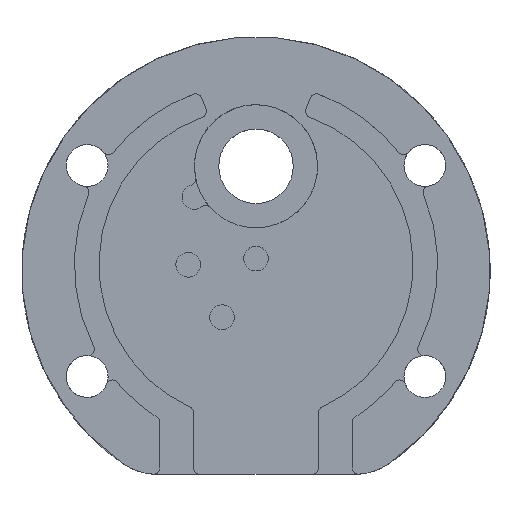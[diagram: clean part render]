
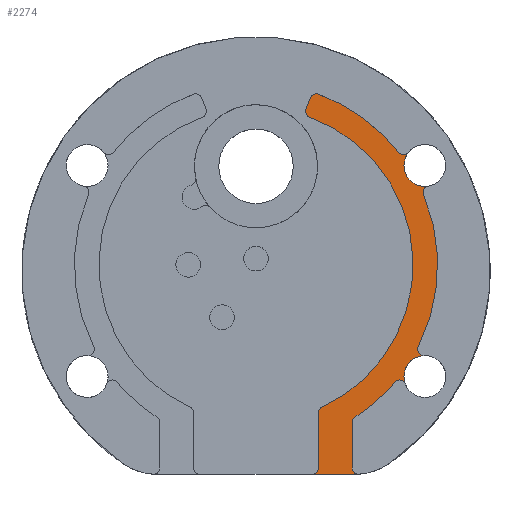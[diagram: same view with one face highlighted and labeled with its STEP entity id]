
A CAD part, top view. The second image highlights one B-rep face of the part: STEP entity #2274.
In plain terms, the highlighted planar face has unit normal (0, 0, 1).
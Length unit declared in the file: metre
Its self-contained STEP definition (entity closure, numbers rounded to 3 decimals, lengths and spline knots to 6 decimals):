
#104=PLANE('',#2523);
#189=LINE('',#3771,#326);
#195=LINE('',#3833,#332);
#200=LINE('',#3845,#337);
#203=LINE('',#3851,#340);
#326=VECTOR('',#2941,1.);
#332=VECTOR('',#3015,1.);
#337=VECTOR('',#3026,1.);
#340=VECTOR('',#3031,1.);
#615=ORIENTED_EDGE('',*,*,#1284,.T.);
#616=ORIENTED_EDGE('',*,*,#1289,.T.);
#617=ORIENTED_EDGE('',*,*,#1280,.T.);
#618=ORIENTED_EDGE('',*,*,#1290,.T.);
#619=ORIENTED_EDGE('',*,*,#1278,.T.);
#620=ORIENTED_EDGE('',*,*,#1291,.T.);
#621=ORIENTED_EDGE('',*,*,#1252,.F.);
#622=ORIENTED_EDGE('',*,*,#1292,.F.);
#623=ORIENTED_EDGE('',*,*,#1293,.T.);
#624=ORIENTED_EDGE('',*,*,#1287,.F.);
#625=ORIENTED_EDGE('',*,*,#1294,.T.);
#626=ORIENTED_EDGE('',*,*,#1117,.F.);
#627=ORIENTED_EDGE('',*,*,#1295,.T.);
#628=ORIENTED_EDGE('',*,*,#1296,.F.);
#629=ORIENTED_EDGE('',*,*,#1297,.T.);
#630=ORIENTED_EDGE('',*,*,#1111,.F.);
#631=ORIENTED_EDGE('',*,*,#1298,.T.);
#632=ORIENTED_EDGE('',*,*,#1299,.F.);
#633=ORIENTED_EDGE('',*,*,#1300,.T.);
#634=ORIENTED_EDGE('',*,*,#1145,.F.);
#635=ORIENTED_EDGE('',*,*,#1301,.T.);
#1111=EDGE_CURVE('',#1463,#1464,#1691,.T.);
#1117=EDGE_CURVE('',#1469,#1470,#1694,.T.);
#1145=EDGE_CURVE('',#1497,#1498,#1707,.T.);
#1252=EDGE_CURVE('',#1591,#1592,#189,.T.);
#1278=EDGE_CURVE('',#1614,#1613,#195,.T.);
#1280=EDGE_CURVE('',#1615,#1616,#1788,.T.);
#1284=EDGE_CURVE('',#1618,#1617,#200,.T.);
#1287=EDGE_CURVE('',#1619,#1620,#203,.T.);
#1289=EDGE_CURVE('',#1617,#1615,#1789,.F.);
#1290=EDGE_CURVE('',#1616,#1614,#1790,.F.);
#1291=EDGE_CURVE('',#1613,#1592,#1791,.T.);
#1292=EDGE_CURVE('',#1621,#1591,#1792,.T.);
#1293=EDGE_CURVE('',#1621,#1620,#1793,.T.);
#1294=EDGE_CURVE('',#1619,#1470,#1794,.T.);
#1295=EDGE_CURVE('',#1469,#1622,#1795,.T.);
#1296=EDGE_CURVE('',#1623,#1622,#1796,.F.);
#1297=EDGE_CURVE('',#1623,#1464,#1797,.T.);
#1298=EDGE_CURVE('',#1463,#1624,#1798,.T.);
#1299=EDGE_CURVE('',#1625,#1624,#1799,.F.);
#1300=EDGE_CURVE('',#1625,#1498,#1800,.T.);
#1301=EDGE_CURVE('',#1497,#1618,#1801,.F.);
#1463=VERTEX_POINT('',#3457);
#1464=VERTEX_POINT('',#3458);
#1469=VERTEX_POINT('',#3469);
#1470=VERTEX_POINT('',#3471);
#1497=VERTEX_POINT('',#3531);
#1498=VERTEX_POINT('',#3532);
#1591=VERTEX_POINT('',#3770);
#1592=VERTEX_POINT('',#3772);
#1613=VERTEX_POINT('',#3832);
#1614=VERTEX_POINT('',#3834);
#1615=VERTEX_POINT('',#3838);
#1616=VERTEX_POINT('',#3839);
#1617=VERTEX_POINT('',#3844);
#1618=VERTEX_POINT('',#3846);
#1619=VERTEX_POINT('',#3850);
#1620=VERTEX_POINT('',#3852);
#1621=VERTEX_POINT('',#3859);
#1622=VERTEX_POINT('',#3863);
#1623=VERTEX_POINT('',#3865);
#1624=VERTEX_POINT('',#3868);
#1625=VERTEX_POINT('',#3870);
#1691=CIRCLE('',#2395,0.01475);
#1694=CIRCLE('',#2399,0.01475);
#1707=CIRCLE('',#2417,0.01475);
#1788=CIRCLE('',#2520,0.01275);
#1789=CIRCLE('',#2524,0.0005);
#1790=CIRCLE('',#2525,0.0005);
#1791=CIRCLE('',#2526,0.0005);
#1792=CIRCLE('',#2527,0.005);
#1793=CIRCLE('',#2528,0.0005);
#1794=CIRCLE('',#2529,0.0005);
#1795=CIRCLE('',#2530,0.0005);
#1796=CIRCLE('',#2531,0.0017);
#1797=CIRCLE('',#2532,0.0005);
#1798=CIRCLE('',#2533,0.0005);
#1799=CIRCLE('',#2534,0.0017);
#1800=CIRCLE('',#2535,0.0005);
#1801=CIRCLE('',#2536,0.0005);
#1918=EDGE_LOOP('',(#615,#616,#617,#618,#619,#620,#621,#622,#623,#624,#625,
#626,#627,#628,#629,#630,#631,#632,#633,#634,#635));
#2078=FACE_BOUND('',#1918,.T.);
#2274=ADVANCED_FACE('',(#2078),#104,.F.);
#2395=AXIS2_PLACEMENT_3D('',#3456,#2705,#2706);
#2399=AXIS2_PLACEMENT_3D('',#3470,#2716,#2717);
#2417=AXIS2_PLACEMENT_3D('',#3530,#2767,#2768);
#2520=AXIS2_PLACEMENT_3D('',#3837,#3019,#3020);
#2523=AXIS2_PLACEMENT_3D('',#3854,#3033,#3034);
#2524=AXIS2_PLACEMENT_3D('',#3855,#3035,#3036);
#2525=AXIS2_PLACEMENT_3D('',#3856,#3037,#3038);
#2526=AXIS2_PLACEMENT_3D('',#3857,#3039,#3040);
#2527=AXIS2_PLACEMENT_3D('',#3858,#3041,#3042);
#2528=AXIS2_PLACEMENT_3D('',#3860,#3043,#3044);
#2529=AXIS2_PLACEMENT_3D('',#3861,#3045,#3046);
#2530=AXIS2_PLACEMENT_3D('',#3862,#3047,#3048);
#2531=AXIS2_PLACEMENT_3D('',#3864,#3049,#3050);
#2532=AXIS2_PLACEMENT_3D('',#3866,#3051,#3052);
#2533=AXIS2_PLACEMENT_3D('',#3867,#3053,#3054);
#2534=AXIS2_PLACEMENT_3D('',#3869,#3055,#3056);
#2535=AXIS2_PLACEMENT_3D('',#3871,#3057,#3058);
#2536=AXIS2_PLACEMENT_3D('',#3872,#3059,#3060);
#2705=DIRECTION('',(0.,0.,-1.));
#2706=DIRECTION('',(-1.,0.,0.));
#2716=DIRECTION('',(0.,0.,-1.));
#2717=DIRECTION('',(-1.,0.,0.));
#2767=DIRECTION('',(0.,0.,-1.));
#2768=DIRECTION('',(-1.,0.,0.));
#2941=DIRECTION('',(-1.,0.,0.));
#3015=DIRECTION('',(0.,-1.,0.));
#3019=DIRECTION('',(0.,0.,-1.));
#3020=DIRECTION('',(-1.,0.,0.));
#3026=DIRECTION('',(-0.376,-0.926,0.));
#3031=DIRECTION('',(0.,-1.,0.));
#3033=DIRECTION('',(0.,0.,-1.));
#3034=DIRECTION('',(1.,0.,0.));
#3035=DIRECTION('',(0.,0.,-1.));
#3036=DIRECTION('',(-1.,0.,0.));
#3037=DIRECTION('',(0.,0.,-1.));
#3038=DIRECTION('',(-1.,0.,0.));
#3039=DIRECTION('',(0.,0.,-1.));
#3040=DIRECTION('',(-1.,0.,0.));
#3041=DIRECTION('',(0.,0.,-1.));
#3042=DIRECTION('',(-1.,0.,0.));
#3043=DIRECTION('',(0.,0.,-1.));
#3044=DIRECTION('',(-1.,0.,0.));
#3045=DIRECTION('',(0.,0.,-1.));
#3046=DIRECTION('',(-1.,0.,0.));
#3047=DIRECTION('',(0.,0.,-1.));
#3048=DIRECTION('',(-1.,0.,0.));
#3049=DIRECTION('',(0.,0.,-1.));
#3050=DIRECTION('',(-1.,0.,0.));
#3051=DIRECTION('',(0.,0.,-1.));
#3052=DIRECTION('',(-1.,0.,0.));
#3053=DIRECTION('',(0.,0.,-1.));
#3054=DIRECTION('',(-1.,0.,0.));
#3055=DIRECTION('',(0.,0.,-1.));
#3056=DIRECTION('',(-1.,0.,0.));
#3057=DIRECTION('',(0.,0.,-1.));
#3058=DIRECTION('',(-1.,0.,0.));
#3059=DIRECTION('',(0.,0.,-1.));
#3060=DIRECTION('',(-1.,0.,0.));
#3456=CARTESIAN_POINT('',(0.,0.,-0.001));
#3457=CARTESIAN_POINT('',(0.013604,0.0057,-0.001));
#3458=CARTESIAN_POINT('',(0.013171,-0.00664,-0.001));
#3469=CARTESIAN_POINT('',(0.011265,-0.009521,-0.001));
#3470=CARTESIAN_POINT('',(0.,0.,-0.001));
#3471=CARTESIAN_POINT('',(0.008028,-0.012374,-0.001));
#3530=CARTESIAN_POINT('',(0.,0.,-0.001));
#3531=CARTESIAN_POINT('',(0.005069,0.013852,-0.001));
#3532=CARTESIAN_POINT('',(0.01159,0.009124,-0.001));
#3770=CARTESIAN_POINT('',(0.007984,-0.017,-0.001));
#3771=CARTESIAN_POINT('',(0.,-0.017,-0.001));
#3772=CARTESIAN_POINT('',(0.00455,-0.017,-0.001));
#3832=CARTESIAN_POINT('',(0.00505,-0.0165,-0.001));
#3833=CARTESIAN_POINT('',(0.00505,-0.012783,-0.001));
#3834=CARTESIAN_POINT('',(0.00505,-0.012032,-0.001));
#3837=CARTESIAN_POINT('',(0.,0.,-0.001));
#3838=CARTESIAN_POINT('',(0.00435,0.011985,-0.001));
#3839=CARTESIAN_POINT('',(0.005341,-0.011578,-0.001));
#3844=CARTESIAN_POINT('',(0.004058,0.012643,-0.001));
#3845=CARTESIAN_POINT('',(0.004236,0.013081,-0.001));
#3846=CARTESIAN_POINT('',(0.004434,0.01357,-0.001));
#3850=CARTESIAN_POINT('',(0.0078,-0.012793,-0.001));
#3851=CARTESIAN_POINT('',(0.0078,-0.014759,-0.001));
#3852=CARTESIAN_POINT('',(0.0078,-0.016489,-0.001));
#3854=CARTESIAN_POINT('',(0.,-0.0005,-0.001));
#3855=CARTESIAN_POINT('',(0.004521,0.012455,-0.001));
#3856=CARTESIAN_POINT('',(0.00555,-0.012032,-0.001));
#3857=CARTESIAN_POINT('',(0.00455,-0.0165,-0.001));
#3858=CARTESIAN_POINT('',(0.007984,-0.012,-0.001));
#3859=CARTESIAN_POINT('',(0.008335,-0.016988,-0.001));
#3860=CARTESIAN_POINT('',(0.0083,-0.016489,-0.001));
#3861=CARTESIAN_POINT('',(0.0083,-0.012793,-0.001));
#3862=CARTESIAN_POINT('',(0.011647,-0.009844,-0.001));
#3863=CARTESIAN_POINT('',(0.012115,-0.009667,-0.001));
#3864=CARTESIAN_POINT('',(0.013704,-0.009063,-0.001));
#3865=CARTESIAN_POINT('',(0.013637,-0.007364,-0.001));
#3866=CARTESIAN_POINT('',(0.013618,-0.006865,-0.001));
#3867=CARTESIAN_POINT('',(0.014065,0.005893,-0.001));
#3868=CARTESIAN_POINT('',(0.013983,0.006386,-0.001));
#3869=CARTESIAN_POINT('',(0.013704,0.008063,-0.001));
#3870=CARTESIAN_POINT('',(0.012374,0.009122,-0.001));
#3871=CARTESIAN_POINT('',(0.011982,0.009433,-0.001));
#3872=CARTESIAN_POINT('',(0.004897,0.013382,-0.001));
